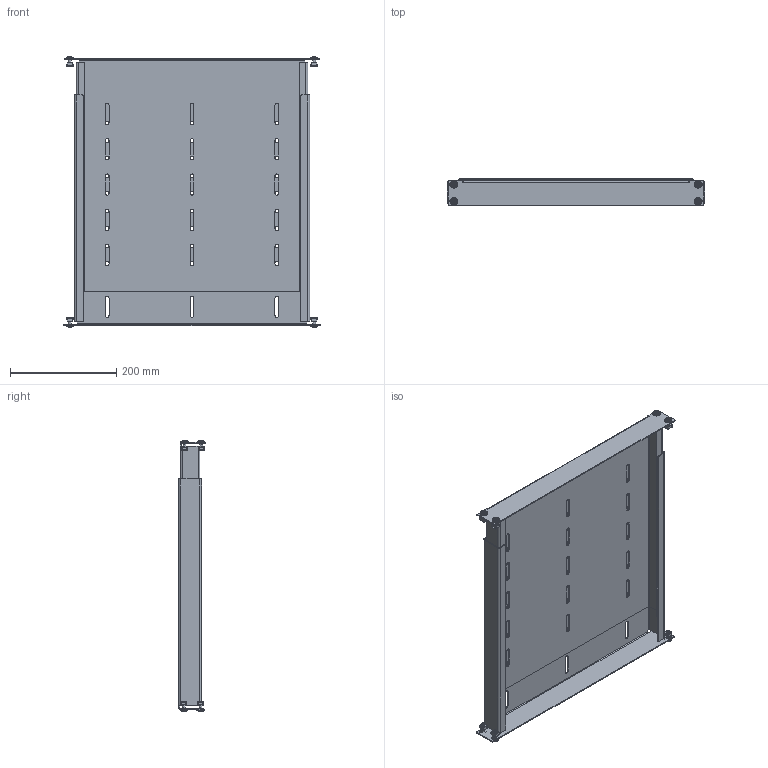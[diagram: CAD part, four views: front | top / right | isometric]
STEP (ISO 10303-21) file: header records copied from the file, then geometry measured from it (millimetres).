
FILE_DESCRIPTION (( 'STEP AP203' ), '1' );
FILE_NAME ('R5RERIT810.STEP', '2014-04-04T10:08:17', ( 'admin' ), ( '' ), 'SwSTEP 2.0', 'SolidWorks 2013', '' );
FILE_SCHEMA (( 'CONFIG_CONTROL_DESIGN' ));
Length unit declared in the file: millimetre
Products named in the file (6): A0200080_A0200080; A3400002; R5RERIT810; QB09C613_QB09C613; qb09c612; A5100369_A5100369
Assembly tree (26 placements, depth 2):
  R5RERIT810
    QB09C613_QB09C613
    qb09c612
    A5100369_A5100369  x8
    A0200080_A0200080  x8
    A3400002  x8
Bounding box: 486 x 50.1 x 511.99 mm (x, y, z)
Volume: 1020821.8 mm3; surface area: 1041124.4 mm2
Topology: 26 solids, 26 shells, 1627 faces, 4533 edges, 2958 vertices
Faces by surface type: plane 890, cylinder 641, cone 48, torus 32, sphere 16
Entity records: 16801 total; most frequent: CARTESIAN_POINT 2937, DIRECTION 2719, ORIENTED_EDGE 2626, EDGE_CURVE 1313, AXIS2_PLACEMENT_3D 954, VERTEX_POINT 844, LINE 811, VECTOR 811
